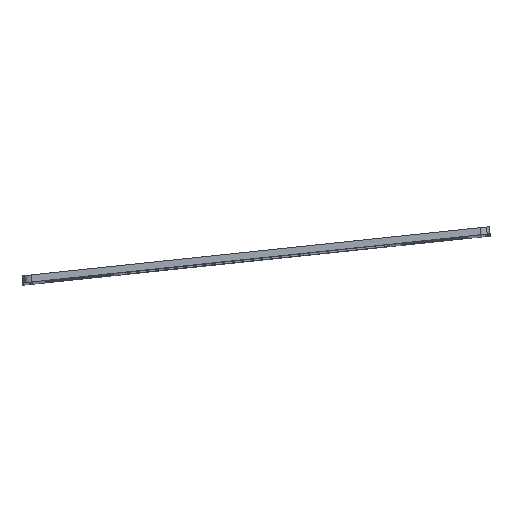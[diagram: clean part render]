
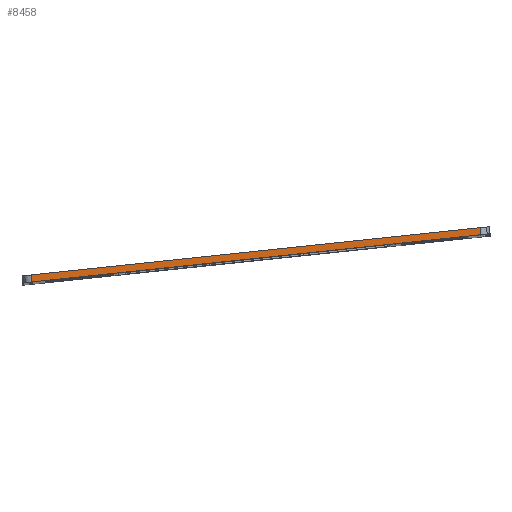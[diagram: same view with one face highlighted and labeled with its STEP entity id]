
A CAD part, top view. The second image highlights one B-rep face of the part: STEP entity #8458.
In plain terms, the highlighted planar face has unit normal (0, 0, 1).
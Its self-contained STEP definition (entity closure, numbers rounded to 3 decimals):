
#1127=FACE_OUTER_BOUND('',#1630,.T.);
#1630=EDGE_LOOP('',(#7811,#7812,#7813,#7814));
#1679=LINE('',#11921,#2508);
#1930=LINE('',#12846,#2759);
#2461=LINE('',#14261,#3290);
#2462=LINE('',#14263,#3291);
#2508=VECTOR('',#9408,10.);
#2759=VECTOR('',#10181,10.);
#3290=VECTOR('',#11774,10.);
#3291=VECTOR('',#11777,10.);
#3350=VERTEX_POINT('',#11918);
#3351=VERTEX_POINT('',#11920);
#3763=VERTEX_POINT('',#12843);
#3764=VERTEX_POINT('',#12845);
#4180=EDGE_CURVE('',#3351,#3350,#1679,.T.);
#4645=EDGE_CURVE('',#3763,#3764,#1930,.T.);
#5353=EDGE_CURVE('',#3351,#3763,#2461,.T.);
#5354=EDGE_CURVE('',#3764,#3350,#2462,.T.);
#7811=ORIENTED_EDGE('',*,*,#5353,.F.);
#7812=ORIENTED_EDGE('',*,*,#4180,.T.);
#7813=ORIENTED_EDGE('',*,*,#5354,.F.);
#7814=ORIENTED_EDGE('',*,*,#4645,.F.);
#8044=PLANE('',#9299);
#8458=ADVANCED_FACE('',(#1127),#8044,.T.);
#9299=AXIS2_PLACEMENT_3D('',#14262,#11775,#11776);
#9408=DIRECTION('',(0.995,0.105,0.));
#10181=DIRECTION('',(0.995,0.105,0.));
#11774=DIRECTION('',(-0.104,0.995,0.));
#11775=DIRECTION('center_axis',(0.,0.,1.));
#11776=DIRECTION('ref_axis',(1.,0.,0.));
#11777=DIRECTION('',(0.105,-0.995,0.));
#11918=CARTESIAN_POINT('',(101.435,19.114,291.6));
#11920=CARTESIAN_POINT('',(5.958,9.079,291.6));
#11921=CARTESIAN_POINT('',(29.778,11.583,291.6));
#12843=CARTESIAN_POINT('',(5.802,10.571,291.6));
#12845=CARTESIAN_POINT('',(101.278,20.606,291.6));
#12846=CARTESIAN_POINT('',(101.377,20.617,291.6));
#14261=CARTESIAN_POINT('',(5.84,10.205,291.6));
#14262=CARTESIAN_POINT('Origin',(53.618,14.843,291.6));
#14263=CARTESIAN_POINT('',(101.395,19.487,291.6));
